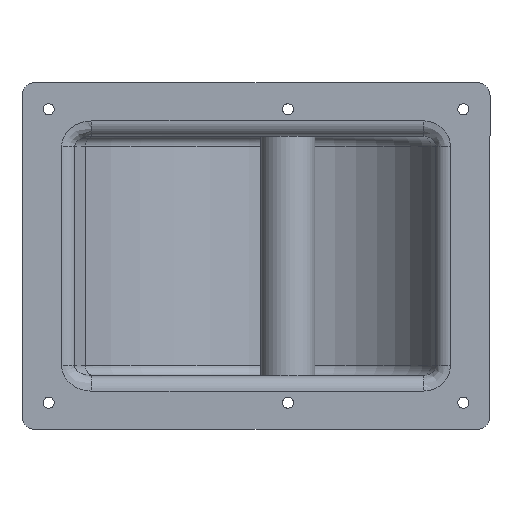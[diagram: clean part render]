
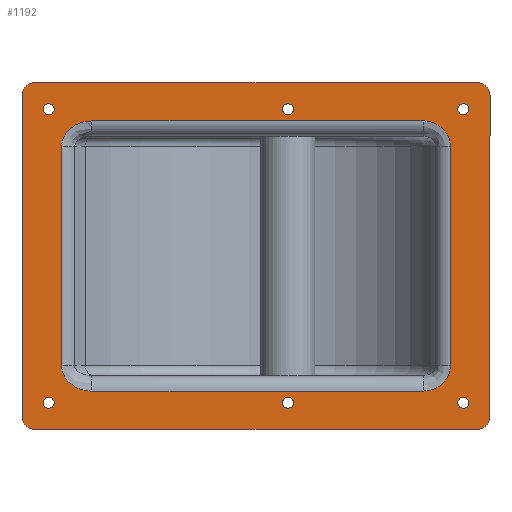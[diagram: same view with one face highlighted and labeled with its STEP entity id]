
A CAD part, front view. The second image highlights one B-rep face of the part: STEP entity #1192.
In plain terms, the highlighted planar face has unit normal (0, -1, 0).
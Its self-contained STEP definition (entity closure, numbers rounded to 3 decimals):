
#53=B_SPLINE_CURVE_WITH_KNOTS('',3,(#2000,#2001,#2002,#2003,#2004,#2005),
 .UNSPECIFIED.,.F.,.F.,(4,1,1,4),(-1.571,-0.898,-0.449,
0.),.UNSPECIFIED.);
#55=B_SPLINE_CURVE_WITH_KNOTS('',3,(#2060,#2061,#2062,#2063,#2064,#2065),
 .UNSPECIFIED.,.F.,.F.,(4,1,1,4),(0.,0.449,
0.898,1.571),.UNSPECIFIED.);
#57=B_SPLINE_CURVE_WITH_KNOTS('',3,(#2122,#2123,#2124,#2125,#2126,#2127),
 .UNSPECIFIED.,.F.,.F.,(4,1,1,4),(0.,0.673,
1.122,1.571),.UNSPECIFIED.);
#58=B_SPLINE_CURVE_WITH_KNOTS('',3,(#2168,#2169,#2170,#2171,#2172,#2173),
 .UNSPECIFIED.,.F.,.F.,(4,1,1,4),(-1.571,-0.898,-0.449,
0.),.UNSPECIFIED.);
#81=LINE('',#1898,#143);
#91=LINE('',#1934,#153);
#94=LINE('',#1942,#156);
#96=LINE('',#1948,#158);
#97=LINE('',#1953,#159);
#98=LINE('',#1959,#160);
#101=LINE('',#2071,#163);
#105=LINE('',#2189,#167);
#143=VECTOR('',#1439,151.);
#153=VECTOR('',#1471,208.);
#156=VECTOR('',#1480,151.);
#158=VECTOR('',#1488,208.);
#159=VECTOR('',#1493,155.952);
#160=VECTOR('',#1500,155.952);
#163=VECTOR('',#1517,103.);
#167=VECTOR('',#1547,103.);
#206=PLANE('',#1344);
#226=FACE_BOUND('',#400,.T.);
#227=FACE_BOUND('',#401,.T.);
#228=FACE_BOUND('',#402,.T.);
#229=FACE_BOUND('',#403,.T.);
#230=FACE_BOUND('',#404,.T.);
#231=FACE_BOUND('',#405,.T.);
#232=FACE_BOUND('',#406,.T.);
#306=FACE_OUTER_BOUND('',#399,.T.);
#399=EDGE_LOOP('',(#1063,#1064,#1065,#1066,#1067,#1068,#1069,#1070));
#400=EDGE_LOOP('',(#1071));
#401=EDGE_LOOP('',(#1072));
#402=EDGE_LOOP('',(#1073));
#403=EDGE_LOOP('',(#1074));
#404=EDGE_LOOP('',(#1075));
#405=EDGE_LOOP('',(#1076));
#406=EDGE_LOOP('',(#1077,#1078,#1079,#1080,#1081,#1082,#1083,#1084));
#408=CIRCLE('',#1197,2.6);
#410=CIRCLE('',#1200,2.6);
#412=CIRCLE('',#1203,2.6);
#414=CIRCLE('',#1206,2.6);
#416=CIRCLE('',#1209,2.6);
#418=CIRCLE('',#1212,2.6);
#430=CIRCLE('',#1231,6.);
#434=CIRCLE('',#1242,6.);
#435=CIRCLE('',#1245,6.);
#436=CIRCLE('',#1248,6.);
#484=VERTEX_POINT('',#1713);
#486=VERTEX_POINT('',#1718);
#488=VERTEX_POINT('',#1723);
#490=VERTEX_POINT('',#1728);
#492=VERTEX_POINT('',#1733);
#494=VERTEX_POINT('',#1738);
#517=VERTEX_POINT('',#1888);
#518=VERTEX_POINT('',#1890);
#520=VERTEX_POINT('',#1896);
#534=VERTEX_POINT('',#1928);
#535=VERTEX_POINT('',#1932);
#536=VERTEX_POINT('',#1936);
#537=VERTEX_POINT('',#1940);
#538=VERTEX_POINT('',#1944);
#539=VERTEX_POINT('',#1950);
#540=VERTEX_POINT('',#1952);
#541=VERTEX_POINT('',#1956);
#542=VERTEX_POINT('',#1958);
#544=VERTEX_POINT('',#1999);
#546=VERTEX_POINT('',#2059);
#549=VERTEX_POINT('',#2121);
#551=VERTEX_POINT('',#2167);
#588=EDGE_CURVE('',#484,#484,#408,.T.);
#590=EDGE_CURVE('',#486,#486,#410,.T.);
#592=EDGE_CURVE('',#488,#488,#412,.T.);
#594=EDGE_CURVE('',#490,#490,#414,.T.);
#596=EDGE_CURVE('',#492,#492,#416,.T.);
#598=EDGE_CURVE('',#494,#494,#418,.T.);
#627=EDGE_CURVE('',#517,#518,#430,.T.);
#631=EDGE_CURVE('',#520,#517,#81,.T.);
#647=EDGE_CURVE('',#534,#520,#434,.T.);
#649=EDGE_CURVE('',#535,#534,#91,.T.);
#651=EDGE_CURVE('',#536,#535,#435,.T.);
#653=EDGE_CURVE('',#537,#536,#94,.T.);
#655=EDGE_CURVE('',#538,#537,#436,.T.);
#656=EDGE_CURVE('',#518,#538,#96,.T.);
#658=EDGE_CURVE('',#540,#539,#97,.T.);
#661=EDGE_CURVE('',#542,#541,#98,.T.);
#664=EDGE_CURVE('',#542,#544,#53,.T.);
#668=EDGE_CURVE('',#546,#539,#55,.T.);
#672=EDGE_CURVE('',#546,#544,#101,.T.);
#675=EDGE_CURVE('',#549,#541,#57,.T.);
#678=EDGE_CURVE('',#540,#551,#58,.T.);
#687=EDGE_CURVE('',#549,#551,#105,.T.);
#1063=ORIENTED_EDGE('',*,*,#627,.F.);
#1064=ORIENTED_EDGE('',*,*,#631,.F.);
#1065=ORIENTED_EDGE('',*,*,#647,.F.);
#1066=ORIENTED_EDGE('',*,*,#649,.F.);
#1067=ORIENTED_EDGE('',*,*,#651,.F.);
#1068=ORIENTED_EDGE('',*,*,#653,.F.);
#1069=ORIENTED_EDGE('',*,*,#655,.F.);
#1070=ORIENTED_EDGE('',*,*,#656,.F.);
#1071=ORIENTED_EDGE('',*,*,#588,.T.);
#1072=ORIENTED_EDGE('',*,*,#590,.T.);
#1073=ORIENTED_EDGE('',*,*,#592,.T.);
#1074=ORIENTED_EDGE('',*,*,#594,.T.);
#1075=ORIENTED_EDGE('',*,*,#596,.T.);
#1076=ORIENTED_EDGE('',*,*,#598,.T.);
#1077=ORIENTED_EDGE('',*,*,#661,.T.);
#1078=ORIENTED_EDGE('',*,*,#675,.F.);
#1079=ORIENTED_EDGE('',*,*,#687,.T.);
#1080=ORIENTED_EDGE('',*,*,#678,.F.);
#1081=ORIENTED_EDGE('',*,*,#658,.T.);
#1082=ORIENTED_EDGE('',*,*,#668,.F.);
#1083=ORIENTED_EDGE('',*,*,#672,.T.);
#1084=ORIENTED_EDGE('',*,*,#664,.F.);
#1192=ADVANCED_FACE('',(#306,#226,#227,#228,#229,#230,#231,#232),#206,.F.);
#1197=AXIS2_PLACEMENT_3D('',#1714,#1351,#1352);
#1200=AXIS2_PLACEMENT_3D('',#1719,#1357,#1358);
#1203=AXIS2_PLACEMENT_3D('',#1724,#1363,#1364);
#1206=AXIS2_PLACEMENT_3D('',#1729,#1369,#1370);
#1209=AXIS2_PLACEMENT_3D('',#1734,#1375,#1376);
#1212=AXIS2_PLACEMENT_3D('',#1739,#1381,#1382);
#1231=AXIS2_PLACEMENT_3D('',#1891,#1432,#1433);
#1242=AXIS2_PLACEMENT_3D('',#1930,#1466,#1467);
#1245=AXIS2_PLACEMENT_3D('',#1938,#1475,#1476);
#1248=AXIS2_PLACEMENT_3D('',#1946,#1484,#1485);
#1344=AXIS2_PLACEMENT_3D('',#2564,#1707,#1708);
#1351=DIRECTION('center_axis',(0.,1.,0.));
#1352=DIRECTION('ref_axis',(1.,0.,0.));
#1357=DIRECTION('center_axis',(0.,1.,0.));
#1358=DIRECTION('ref_axis',(1.,0.,0.));
#1363=DIRECTION('center_axis',(0.,1.,0.));
#1364=DIRECTION('ref_axis',(1.,0.,0.));
#1369=DIRECTION('center_axis',(0.,1.,0.));
#1370=DIRECTION('ref_axis',(1.,0.,0.));
#1375=DIRECTION('center_axis',(0.,1.,0.));
#1376=DIRECTION('ref_axis',(1.,0.,0.));
#1381=DIRECTION('center_axis',(0.,1.,0.));
#1382=DIRECTION('ref_axis',(1.,0.,0.));
#1432=DIRECTION('center_axis',(0.,1.,0.));
#1433=DIRECTION('ref_axis',(-0.707,0.,0.707));
#1439=DIRECTION('',(0.,0.,1.));
#1466=DIRECTION('center_axis',(0.,1.,0.));
#1467=DIRECTION('ref_axis',(-0.707,0.,-0.707));
#1471=DIRECTION('',(-1.,0.,0.));
#1475=DIRECTION('center_axis',(0.,1.,0.));
#1476=DIRECTION('ref_axis',(0.707,0.,-0.707));
#1480=DIRECTION('',(0.,0.,-1.));
#1484=DIRECTION('center_axis',(0.,1.,0.));
#1485=DIRECTION('ref_axis',(0.707,0.,0.707));
#1488=DIRECTION('',(1.,0.,0.));
#1493=DIRECTION('',(-1.,0.,0.));
#1500=DIRECTION('',(1.,0.,0.));
#1517=DIRECTION('',(0.,0.,1.));
#1547=DIRECTION('',(0.,0.,-1.));
#1707=DIRECTION('center_axis',(0.,1.,0.));
#1708=DIRECTION('ref_axis',(0.,0.,1.));
#1713=CARTESIAN_POINT('',(2.6,0.,69.));
#1714=CARTESIAN_POINT('Origin',(0.,0.,69.));
#1718=CARTESIAN_POINT('',(85.1,0.,69.));
#1719=CARTESIAN_POINT('Origin',(82.5,0.,69.));
#1723=CARTESIAN_POINT('',(-109.9,0.,69.));
#1724=CARTESIAN_POINT('Origin',(-112.5,0.,69.));
#1728=CARTESIAN_POINT('',(85.1,0.,-69.));
#1729=CARTESIAN_POINT('Origin',(82.5,0.,-69.));
#1733=CARTESIAN_POINT('',(-109.9,0.,-69.));
#1734=CARTESIAN_POINT('Origin',(-112.5,0.,-69.));
#1738=CARTESIAN_POINT('',(2.6,0.,-69.));
#1739=CARTESIAN_POINT('Origin',(0.,0.,-69.));
#1888=CARTESIAN_POINT('',(-125.,0.,75.5));
#1890=CARTESIAN_POINT('',(-119.,0.,81.5));
#1891=CARTESIAN_POINT('Origin',(-119.,0.,75.5));
#1896=CARTESIAN_POINT('',(-125.,0.,-75.5));
#1898=CARTESIAN_POINT('',(-125.,0.,-81.5));
#1928=CARTESIAN_POINT('',(-119.,0.,-81.5));
#1930=CARTESIAN_POINT('Origin',(-119.,0.,-75.5));
#1932=CARTESIAN_POINT('',(89.,0.,-81.5));
#1934=CARTESIAN_POINT('',(95.,0.,-81.5));
#1936=CARTESIAN_POINT('',(95.,0.,-75.5));
#1938=CARTESIAN_POINT('Origin',(89.,0.,-75.5));
#1940=CARTESIAN_POINT('',(95.,0.,75.5));
#1942=CARTESIAN_POINT('',(95.,0.,81.5));
#1944=CARTESIAN_POINT('',(89.,0.,81.5));
#1946=CARTESIAN_POINT('Origin',(89.,0.,75.5));
#1948=CARTESIAN_POINT('',(-125.,0.,81.5));
#1950=CARTESIAN_POINT('',(-92.176,0.,-63.5));
#1952=CARTESIAN_POINT('',(63.776,0.,-63.5));
#1953=CARTESIAN_POINT('',(-15.25,0.,-63.5));
#1956=CARTESIAN_POINT('',(63.776,0.,63.5));
#1958=CARTESIAN_POINT('',(-92.176,0.,63.5));
#1959=CARTESIAN_POINT('',(-15.25,0.,63.5));
#1999=CARTESIAN_POINT('',(-106.326,0.,51.5));
#2000=CARTESIAN_POINT('Ctrl Pts',(-92.176,0.,63.5));
#2001=CARTESIAN_POINT('Ctrl Pts',(-95.352,0.,63.5));
#2002=CARTESIAN_POINT('Ctrl Pts',(-100.624,0.,61.927));
#2003=CARTESIAN_POINT('Ctrl Pts',(-105.358,0.,56.879));
#2004=CARTESIAN_POINT('Ctrl Pts',(-106.326,0.,53.295));
#2005=CARTESIAN_POINT('Ctrl Pts',(-106.326,0.,51.5));
#2059=CARTESIAN_POINT('',(-106.326,0.,-51.5));
#2060=CARTESIAN_POINT('Ctrl Pts',(-106.326,0.,-51.5));
#2061=CARTESIAN_POINT('Ctrl Pts',(-106.326,0.,-53.295));
#2062=CARTESIAN_POINT('Ctrl Pts',(-105.358,0.,-56.879));
#2063=CARTESIAN_POINT('Ctrl Pts',(-100.624,0.,-61.927));
#2064=CARTESIAN_POINT('Ctrl Pts',(-95.352,0.,-63.5));
#2065=CARTESIAN_POINT('Ctrl Pts',(-92.176,0.,-63.5));
#2071=CARTESIAN_POINT('',(-106.326,0.,0.));
#2121=CARTESIAN_POINT('',(76.377,0.,51.5));
#2122=CARTESIAN_POINT('Ctrl Pts',(76.377,0.,51.5));
#2123=CARTESIAN_POINT('Ctrl Pts',(76.377,0.,54.193));
#2124=CARTESIAN_POINT('Ctrl Pts',(74.725,0.,58.665));
#2125=CARTESIAN_POINT('Ctrl Pts',(69.425,0.,62.679));
#2126=CARTESIAN_POINT('Ctrl Pts',(65.661,0.,63.5));
#2127=CARTESIAN_POINT('Ctrl Pts',(63.776,0.,63.5));
#2167=CARTESIAN_POINT('',(76.377,0.,-51.5));
#2168=CARTESIAN_POINT('Ctrl Pts',(63.776,0.,-63.5));
#2169=CARTESIAN_POINT('Ctrl Pts',(66.603,0.,-63.5));
#2170=CARTESIAN_POINT('Ctrl Pts',(71.299,0.,-61.927));
#2171=CARTESIAN_POINT('Ctrl Pts',(75.515,0.,-56.879));
#2172=CARTESIAN_POINT('Ctrl Pts',(76.377,0.,-53.295));
#2173=CARTESIAN_POINT('Ctrl Pts',(76.377,0.,-51.5));
#2189=CARTESIAN_POINT('',(76.377,0.,0.));
#2564=CARTESIAN_POINT('Origin',(-15.,0.,0.));
